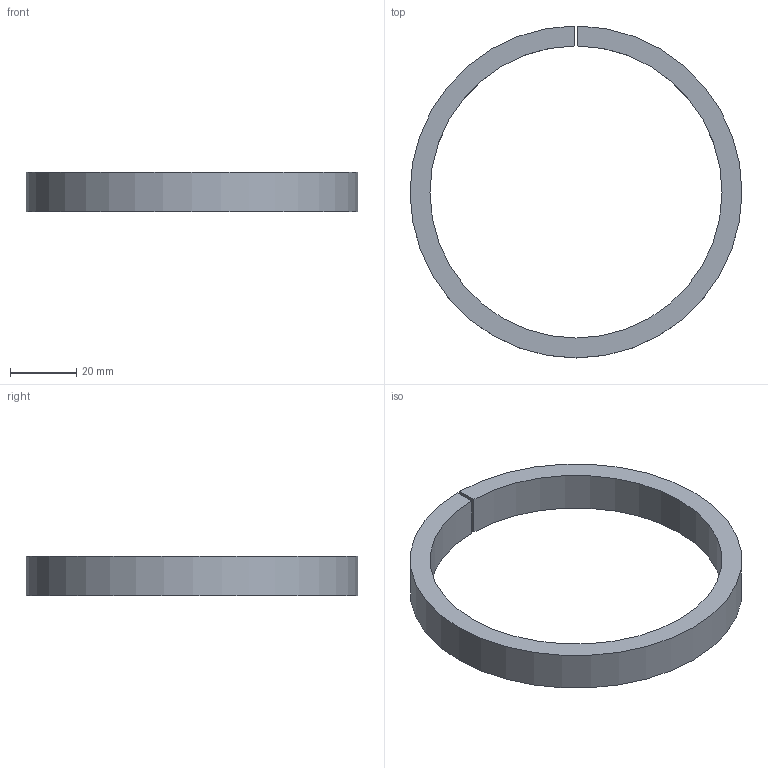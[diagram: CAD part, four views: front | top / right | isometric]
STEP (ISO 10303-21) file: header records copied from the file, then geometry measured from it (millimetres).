
FILE_DESCRIPTION (( 'STEP AP203' ), '1' );
FILE_NAME ('5637-100.step', '2020-05-14T11:25:33', ( '' ), ( '' ), 'SwSTEP 2.0', 'SolidWorks 2015', '' );
FILE_SCHEMA (( 'CONFIG_CONTROL_DESIGN' ));
Length unit declared in the file: millimetre
Products named in the file (1): 5637-100
Bounding box: 100 x 100 x 12 mm (x, y, z)
Volume: 21190.1 mm3; surface area: 10744.4 mm2
Topology: 1 solids, 1 shells, 207 faces, 549 edges, 366 vertices
Faces by surface type: plane 108, bspline 97, cylinder 2
Entity records: 11766 total; most frequent: CARTESIAN_POINT 7204, ORIENTED_EDGE 1098, DIRECTION 581, EDGE_CURVE 549, VERTEX_POINT 366, VECTOR 351, LINE 351, EDGE_LOOP 229
